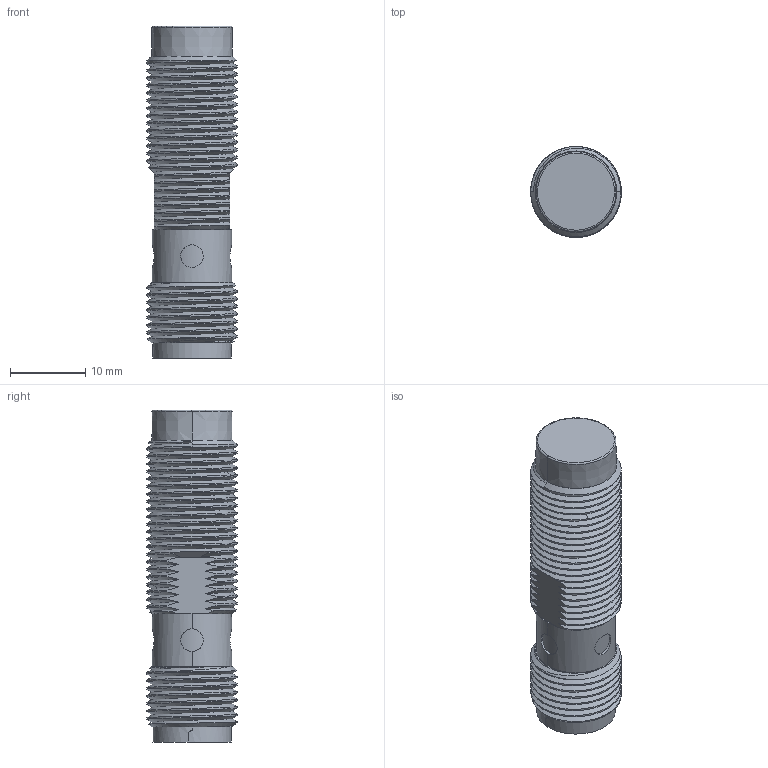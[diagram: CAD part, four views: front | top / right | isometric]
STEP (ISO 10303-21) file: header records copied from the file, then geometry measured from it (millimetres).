
FILE_DESCRIPTION((''),'2;1');
FILE_NAME('84-192','2025-05-06T',('Parkey.Wang'),(''),'CREO PARAMETRIC BY PTC INC, 2015480','CREO PARAMETRIC BY PTC INC, 2015480','');
FILE_SCHEMA(('CONFIG_CONTROL_DESIGN'));
Length unit declared in the file: millimetre
Products named in the file (1): 84-192
Bounding box: 12 x 12 x 44 mm (x, y, z)
Volume: 3806.3 mm3; surface area: 2878.9 mm2
Topology: 1 solids, 3 shells, 182 faces, 490 edges, 316 vertices
Faces by surface type: cylinder 90, bspline 48, plane 18, cone 13, sphere 11, torus 2
Entity records: 19612 total; most frequent: CARTESIAN_POINT 15681, ORIENTED_EDGE 964, DIRECTION 547, EDGE_CURVE 482, VERTEX_POINT 316, B_SPLINE_CURVE_WITH_KNOTS 274, AXIS2_PLACEMENT_3D 205, EDGE_LOOP 192
